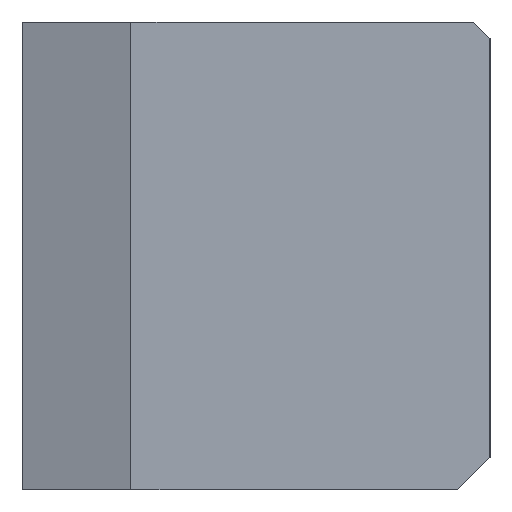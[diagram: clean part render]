
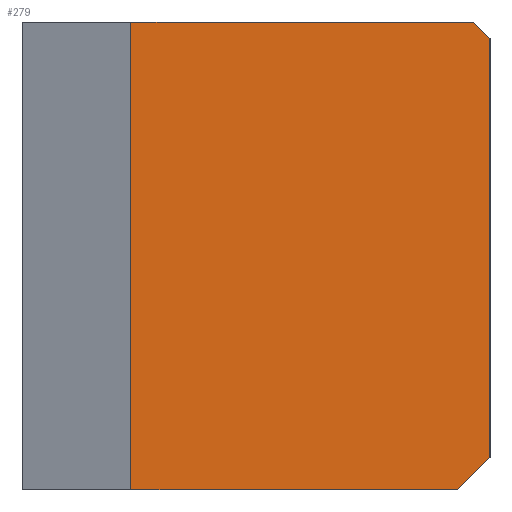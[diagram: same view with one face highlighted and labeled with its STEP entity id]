
A CAD part, left-side view. The second image highlights one B-rep face of the part: STEP entity #279.
In plain terms, the highlighted planar face has unit normal (-1, 0, 0).
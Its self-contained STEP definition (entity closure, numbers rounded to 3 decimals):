
#279=ADVANCED_FACE('',(#1193),#745,.F.);
#745=PLANE('',#9734);
#1193=FACE_OUTER_BOUND('',#1631,.T.);
#1631=EDGE_LOOP('',(#2472,#2473,#2474,#2475,#2476,#2477));
#2472=ORIENTED_EDGE('',*,*,#6084,.F.);
#2473=ORIENTED_EDGE('',*,*,#6085,.F.);
#2474=ORIENTED_EDGE('',*,*,#6086,.T.);
#2475=ORIENTED_EDGE('',*,*,#6087,.T.);
#2476=ORIENTED_EDGE('',*,*,#6088,.T.);
#2477=ORIENTED_EDGE('',*,*,#6089,.T.);
#5172=VERTEX_POINT('',#13434);
#5173=VERTEX_POINT('',#13435);
#5174=VERTEX_POINT('',#13437);
#5175=VERTEX_POINT('',#13439);
#5176=VERTEX_POINT('',#13441);
#5177=VERTEX_POINT('',#13443);
#6084=EDGE_CURVE('',#5172,#5173,#7434,.T.);
#6085=EDGE_CURVE('',#5174,#5172,#7435,.T.);
#6086=EDGE_CURVE('',#5174,#5175,#7436,.T.);
#6087=EDGE_CURVE('',#5175,#5176,#7437,.T.);
#6088=EDGE_CURVE('',#5176,#5177,#7438,.T.);
#6089=EDGE_CURVE('',#5177,#5173,#7439,.T.);
#7434=LINE('',#13433,#8748);
#7435=LINE('',#13436,#8749);
#7436=LINE('',#13438,#8750);
#7437=LINE('',#13440,#8751);
#7438=LINE('',#13442,#8752);
#7439=LINE('',#13444,#8753);
#8748=VECTOR('',#10785,1.);
#8749=VECTOR('',#10786,1.);
#8750=VECTOR('',#10787,1.);
#8751=VECTOR('',#10788,1.);
#8752=VECTOR('',#10789,1.);
#8753=VECTOR('',#10790,1.);
#9734=AXIS2_PLACEMENT_3D('',#13445,#10791,#10792);
#10785=DIRECTION('',(0.,0.,1.));
#10786=DIRECTION('',(0.,1.,0.));
#10787=DIRECTION('',(0.,-0.707,0.707));
#10788=DIRECTION('',(0.,0.,1.));
#10789=DIRECTION('',(0.,0.707,0.707));
#10790=DIRECTION('',(0.,1.,0.));
#10791=DIRECTION('',(1.,0.,0.));
#10792=DIRECTION('',(0.,0.,-1.));
#13433=CARTESIAN_POINT('',(-500.,7.75,-29.));
#13434=CARTESIAN_POINT('',(-500.,7.75,-29.));
#13435=CARTESIAN_POINT('',(-500.,7.75,0.));
#13436=CARTESIAN_POINT('',(-500.,-14.5,-29.));
#13437=CARTESIAN_POINT('',(-500.,-12.5,-29.));
#13438=CARTESIAN_POINT('',(-500.,-12.5,-29.));
#13439=CARTESIAN_POINT('',(-500.,-14.5,-27.));
#13440=CARTESIAN_POINT('',(-500.,-14.5,-29.));
#13441=CARTESIAN_POINT('',(-500.,-14.5,-1.));
#13442=CARTESIAN_POINT('',(-500.,-14.5,-1.));
#13443=CARTESIAN_POINT('',(-500.,-13.5,0.));
#13444=CARTESIAN_POINT('',(-500.,-14.5,0.));
#13445=CARTESIAN_POINT('',(-500.,-14.5,-29.));
